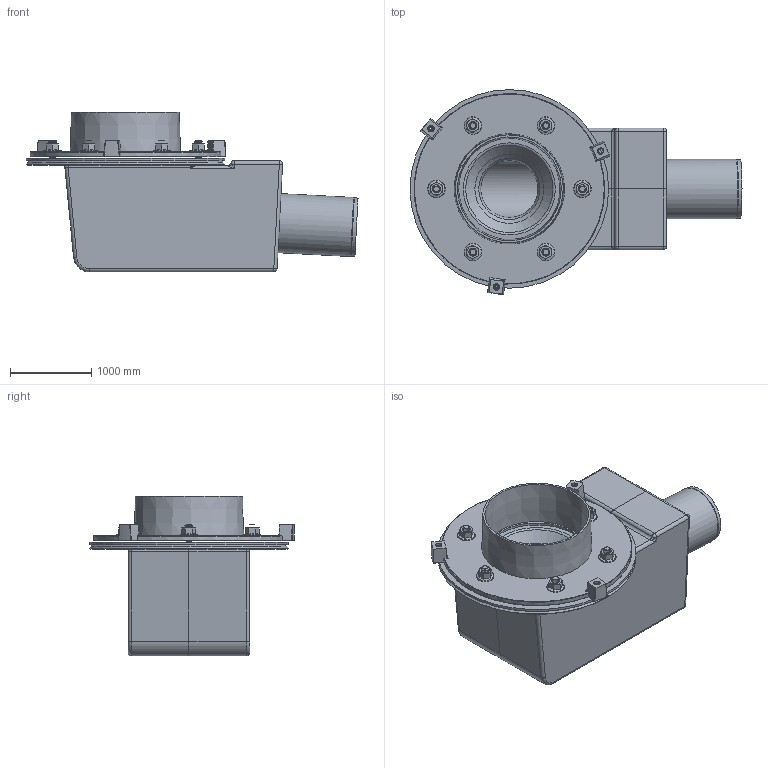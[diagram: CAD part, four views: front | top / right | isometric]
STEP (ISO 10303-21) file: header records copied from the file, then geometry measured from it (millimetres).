
FILE_DESCRIPTION(/* description */ (''),/* implementation_level */ '2;1');
FILE_NAME(/* name */ '21935.070X_3D.stp',/* time_stamp */ '2024-12-12T08:47:50+01:00',/* author */ ('CAD'),/* organization */ (''),/* preprocessor_version */ 'ST-DEVELOPER v20',/* originating_system */ 'AutoCAD Mechanical',/* authorisation */ '');
FILE_SCHEMA (('AUTOMOTIVE_DESIGN { 1 0 10303 214 3 1 1 }'));
Length unit declared in the file: centimetre
Products named in the file (2): Product; *S0
Assembly tree (1 placements, depth 2):
  Product
    *S0
Bounding box: 4093.87 x 2526.2 x 1970 mm (x, y, z)
Volume: 4345400152.7 mm3; surface area: 72349708 mm2
Topology: 22 solids, 22 shells, 539 faces, 1183 edges, 701 vertices
Faces by surface type: cone 238, plane 128, cylinder 91, torus 40, bspline 34, sphere 8
Full cylindrical faces by diameter (mm): 70 x6, 80 x12, 83.76 x6, 140 x6, 145 x2, 150 x2, 160 x6, 175 x1, 180 x1, 706 x2, 730 x2, 1250 x1, 2450 x1
Entity records: 17263 total; most frequent: CARTESIAN_POINT 5454, DIRECTION 2508, ORIENTED_EDGE 2350, EDGE_CURVE 1175, AXIS2_PLACEMENT_3D 1055, VERTEX_POINT 697, EDGE_LOOP 614, FACE_OUTER_BOUND 539
